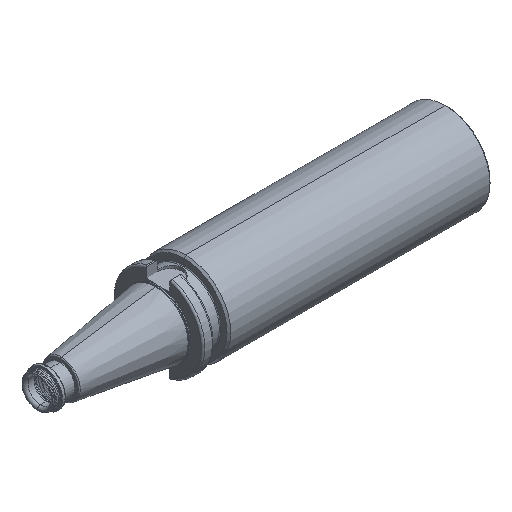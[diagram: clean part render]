
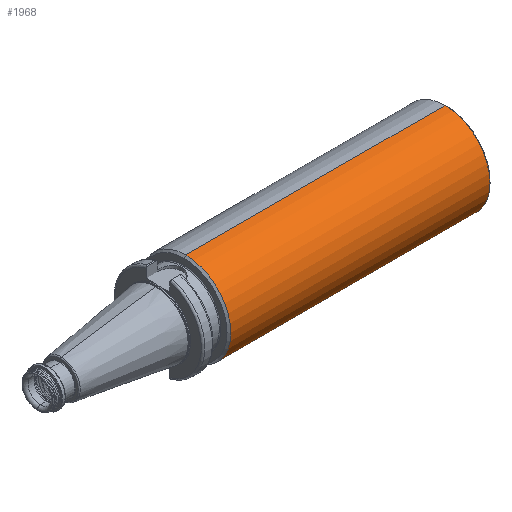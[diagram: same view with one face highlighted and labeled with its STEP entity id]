
A CAD part, isometric view. The second image highlights one B-rep face of the part: STEP entity #1968.
In plain terms, the highlighted cylindrical face has radius 48.5 mm (diameter 97 mm), a partial arc.
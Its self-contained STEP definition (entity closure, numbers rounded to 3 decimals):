
#275 = ORIENTED_EDGE ( 'NONE', *, *, #2205, .T. ) ;
#276 = ORIENTED_EDGE ( 'NONE', *, *, #2208, .T. ) ;
#278 = ORIENTED_EDGE ( 'NONE', *, *, #2380, .T. ) ;
#280 = ORIENTED_EDGE ( 'NONE', *, *, #2372, .F. ) ;
#362 = EDGE_LOOP ( 'NONE', ( #280, #276, #278, #275 ) ) ;
#1013 = VERTEX_POINT ( 'NONE', #3588 ) ;
#1015 = VERTEX_POINT ( 'NONE', #3589 ) ;
#1026 = VERTEX_POINT ( 'NONE', #3593 ) ;
#1851 = VECTOR ( 'NONE', #2109, 1000. ) ;
#1859 = VECTOR ( 'NONE', #2067, 1000. ) ;
#1968 = ADVANCED_FACE ( 'NONE', ( #5778 ), #5780, .T. ) ;
#2014 = VERTEX_POINT ( 'NONE', #3251 ) ;
#2063 = LINE ( 'NONE', #2065, #1859 ) ;
#2065 = CARTESIAN_POINT ( 'NONE',  ( -166.335, 0., -48.5 ) ) ;
#2067 = DIRECTION ( 'NONE',  ( -1., 0., 0. ) ) ;
#2105 = LINE ( 'NONE', #2107, #1851 ) ;
#2107 = CARTESIAN_POINT ( 'NONE',  ( -166.335, 0., 48.5 ) ) ;
#2109 = DIRECTION ( 'NONE',  ( -1., 0., 0. ) ) ;
#2205 = EDGE_CURVE ( 'NONE', #1026, #1015, #6016, .T. ) ;
#2208 = EDGE_CURVE ( 'NONE', #1013, #2014, #6015, .T. ) ;
#2372 = EDGE_CURVE ( 'NONE', #1013, #1015, #2063, .T. ) ;
#2380 = EDGE_CURVE ( 'NONE', #2014, #1026, #2105, .T. ) ;
#2765 = CARTESIAN_POINT ( 'NONE',  ( 24., 0., 0. ) ) ;
#2766 = DIRECTION ( 'NONE',  ( 1., 0., 0. ) ) ;
#2767 = DIRECTION ( 'NONE',  ( 0., 0., -1. ) ) ;
#2768 = CARTESIAN_POINT ( 'NONE',  ( 303.8, 0., 0. ) ) ;
#2769 = DIRECTION ( 'NONE',  ( -1., 0., 0. ) ) ;
#2770 = DIRECTION ( 'NONE',  ( 0., 0., 1. ) ) ;
#3185 = CARTESIAN_POINT ( 'NONE',  ( -166.335, 0., 0. ) ) ;
#3186 = DIRECTION ( 'NONE',  ( -1., 0., 0. ) ) ;
#3187 = DIRECTION ( 'NONE',  ( 0., 0., 1. ) ) ;
#3251 = CARTESIAN_POINT ( 'NONE',  ( 303.8, 0., 48.5 ) ) ;
#3588 = CARTESIAN_POINT ( 'NONE',  ( 303.8, 0., -48.5 ) ) ;
#3589 = CARTESIAN_POINT ( 'NONE',  ( 24., 0., -48.5 ) ) ;
#3593 = CARTESIAN_POINT ( 'NONE',  ( 24., 0., 48.5 ) ) ;
#5593 = AXIS2_PLACEMENT_3D ( 'NONE', #2768, #2769, #2770 ) ;
#5599 = AXIS2_PLACEMENT_3D ( 'NONE', #2765, #2766, #2767 ) ;
#5768 = AXIS2_PLACEMENT_3D ( 'NONE', #3185, #3186, #3187 ) ;
#5778 = FACE_OUTER_BOUND ( 'NONE', #362, .T. ) ;
#5780 = CYLINDRICAL_SURFACE ( 'NONE', #5768, 48.5 ) ;
#6015 = CIRCLE ( 'NONE', #5593, 48.5 ) ;
#6016 = CIRCLE ( 'NONE', #5599, 48.5 ) ;
